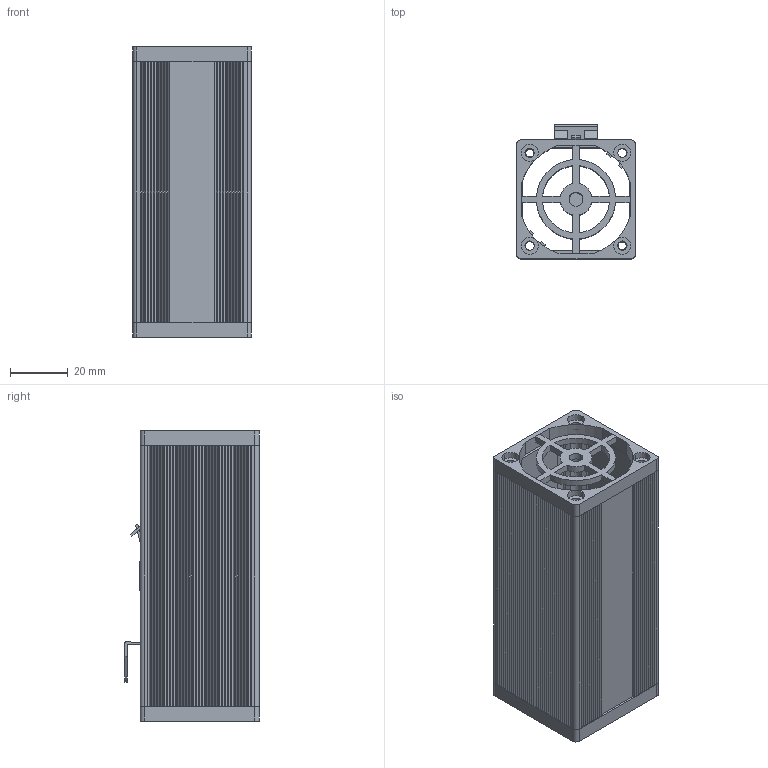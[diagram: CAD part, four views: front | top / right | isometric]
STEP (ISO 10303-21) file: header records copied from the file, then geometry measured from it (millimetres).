
FILE_DESCRIPTION((''),'2;1');
FILE_NAME('KH-502-25W-50W_ASM','2016-06-22T',('alexcam'),(''),'CREO PARAMETRIC BY PTC INC, 2014500','CREO PARAMETRIC BY PTC INC, 2014500','');
FILE_SCHEMA(('CONFIG_CONTROL_DESIGN'));
Length unit declared in the file: millimetre
Products named in the file (7): 502025_1; 502025_2; 502025_3; 502025_4; 502025_5; 502025_6; KH-502-25W-50W_ASM
Assembly tree (6 placements, depth 2):
  KH-502-25W-50W_ASM
    502025_1
    502025_2
    502025_3
    502025_4
    502025_5
    502025_6
Bounding box: 41 x 46.31 x 100.2 mm (x, y, z)
Volume: 38404.3 mm3; surface area: 46318.4 mm2
Topology: 6 solids, 7 shells, 494 faces, 1413 edges, 940 vertices
Faces by surface type: plane 385, cylinder 109
Entity records: 16297 total; most frequent: CARTESIAN_POINT 2908, ORIENTED_EDGE 2824, DIRECTION 2643, EDGE_CURVE 1413, VECTOR 1193, LINE 1193, VERTEX_POINT 940, AXIS2_PLACEMENT_3D 725
